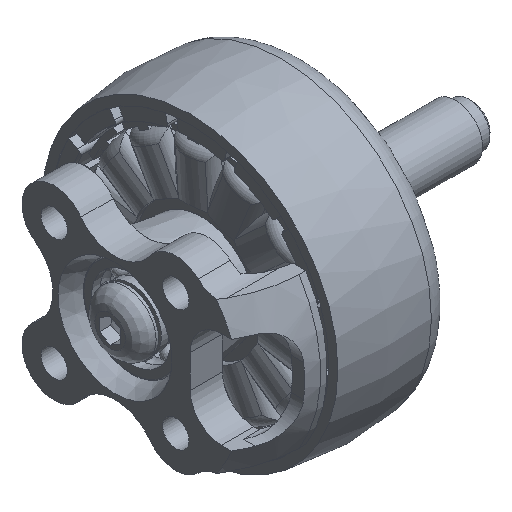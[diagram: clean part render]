
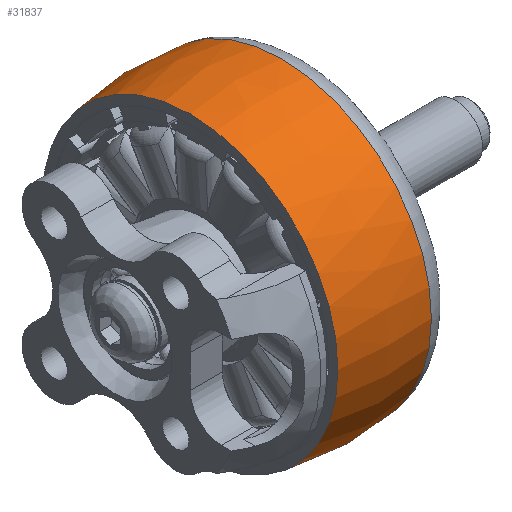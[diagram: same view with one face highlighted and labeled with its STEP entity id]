
A CAD part, isometric view. The second image highlights one B-rep face of the part: STEP entity #31837.
In plain terms, the highlighted free-form (B-spline) face has degree [2, 2] with [3, 9] control points.
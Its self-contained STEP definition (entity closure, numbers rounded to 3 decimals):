
#101=(
BOUNDED_SURFACE()
B_SPLINE_SURFACE(2,2,((#56206,#56207,#56208,#56209,#56210,#56211,#56212,
#56213,#56214),(#56215,#56216,#56217,#56218,#56219,#56220,#56221,#56222,
#56223),(#56224,#56225,#56226,#56227,#56228,#56229,#56230,#56231,#56232)),
 .UNSPECIFIED.,.F.,.T.,.F.)
B_SPLINE_SURFACE_WITH_KNOTS((3,3),(3,2,2,2,3),(-0.208,0.161),
(-3.142,-1.571,0.,1.571,3.142),
 .UNSPECIFIED.)
GEOMETRIC_REPRESENTATION_ITEM()
RATIONAL_B_SPLINE_SURFACE(((1.,0.707,1.,0.707,1.,
0.707,1.,0.707,1.),(0.983,0.695,
0.983,0.695,0.983,0.695,
0.983,0.695,0.983),(1.,0.707,
1.,0.707,1.,0.707,1.,0.707,1.)))
REPRESENTATION_ITEM('')
SURFACE()
);
#2667=FACE_OUTER_BOUND('',#4373,.T.);
#4373=EDGE_LOOP('',(#24348,#24349,#24350,#24351));
#5325=CIRCLE('',#32894,13.75);
#5506=CIRCLE('',#33272,13.95);
#5700=CIRCLE('',#33976,23.149);
#12134=VERTEX_POINT('',#43993);
#12597=VERTEX_POINT('',#46355);
#15190=EDGE_CURVE('',#12134,#12134,#5325,.T.);
#15796=EDGE_CURVE('',#12597,#12597,#5506,.T.);
#17300=EDGE_CURVE('',#12134,#12597,#5700,.T.);
#24348=ORIENTED_EDGE('',*,*,#15190,.T.);
#24349=ORIENTED_EDGE('',*,*,#17300,.T.);
#24350=ORIENTED_EDGE('',*,*,#15796,.F.);
#24351=ORIENTED_EDGE('',*,*,#17300,.F.);
#31837=ADVANCED_FACE('',(#2667),#101,.F.);
#32894=AXIS2_PLACEMENT_3D('',#43994,#35677,#35678);
#33272=AXIS2_PLACEMENT_3D('',#46357,#36649,#36650);
#33976=AXIS2_PLACEMENT_3D('',#56233,#39002,#39003);
#35677=DIRECTION('center_axis',(1.,0.,0.));
#35678=DIRECTION('ref_axis',(0.,0.,-1.));
#36649=DIRECTION('center_axis',(1.,0.,0.));
#36650=DIRECTION('ref_axis',(0.,0.,-1.));
#39002=DIRECTION('center_axis',(0.,1.,0.));
#39003=DIRECTION('ref_axis',(0.,0.,
1.));
#43993=CARTESIAN_POINT('',(0.,0.,
13.75));
#43994=CARTESIAN_POINT('Origin',(0.,0.,0.));
#46355=CARTESIAN_POINT('',(8.5,0.,13.95));
#46357=CARTESIAN_POINT('Origin',(8.5,0.,0.));
#56206=CARTESIAN_POINT('Ctrl Pts',(0.,0.,
13.75));
#56207=CARTESIAN_POINT('Ctrl Pts',(0.,-13.75,13.75));
#56208=CARTESIAN_POINT('Ctrl Pts',(0.,-13.75,0.));
#56209=CARTESIAN_POINT('Ctrl Pts',(0.,-13.75,-13.75));
#56210=CARTESIAN_POINT('Ctrl Pts',(0.,0.,
-13.75));
#56211=CARTESIAN_POINT('Ctrl Pts',(0.,13.75,-13.75));
#56212=CARTESIAN_POINT('Ctrl Pts',(0.,13.75,0.));
#56213=CARTESIAN_POINT('Ctrl Pts',(0.,13.75,13.75));
#56214=CARTESIAN_POINT('Ctrl Pts',(0.,0.,
13.75));
#56215=CARTESIAN_POINT('Ctrl Pts',(4.231,0.,
14.644));
#56216=CARTESIAN_POINT('Ctrl Pts',(4.231,-14.644,14.644));
#56217=CARTESIAN_POINT('Ctrl Pts',(4.231,-14.644,0.));
#56218=CARTESIAN_POINT('Ctrl Pts',(4.231,-14.644,-14.644));
#56219=CARTESIAN_POINT('Ctrl Pts',(4.231,0.,
-14.644));
#56220=CARTESIAN_POINT('Ctrl Pts',(4.231,14.644,-14.644));
#56221=CARTESIAN_POINT('Ctrl Pts',(4.231,14.644,0.));
#56222=CARTESIAN_POINT('Ctrl Pts',(4.231,14.644,14.644));
#56223=CARTESIAN_POINT('Ctrl Pts',(4.231,0.,
14.644));
#56224=CARTESIAN_POINT('Ctrl Pts',(8.5,0.,
13.95));
#56225=CARTESIAN_POINT('Ctrl Pts',(8.5,-13.95,13.95));
#56226=CARTESIAN_POINT('Ctrl Pts',(8.5,-13.95,0.));
#56227=CARTESIAN_POINT('Ctrl Pts',(8.5,-13.95,-13.95));
#56228=CARTESIAN_POINT('Ctrl Pts',(8.5,0.,
-13.95));
#56229=CARTESIAN_POINT('Ctrl Pts',(8.5,13.95,-13.95));
#56230=CARTESIAN_POINT('Ctrl Pts',(8.5,13.95,0.));
#56231=CARTESIAN_POINT('Ctrl Pts',(8.5,13.95,13.95));
#56232=CARTESIAN_POINT('Ctrl Pts',(8.5,0.,
13.95));
#56233=CARTESIAN_POINT('Origin',(4.785,0.,
-8.899));
